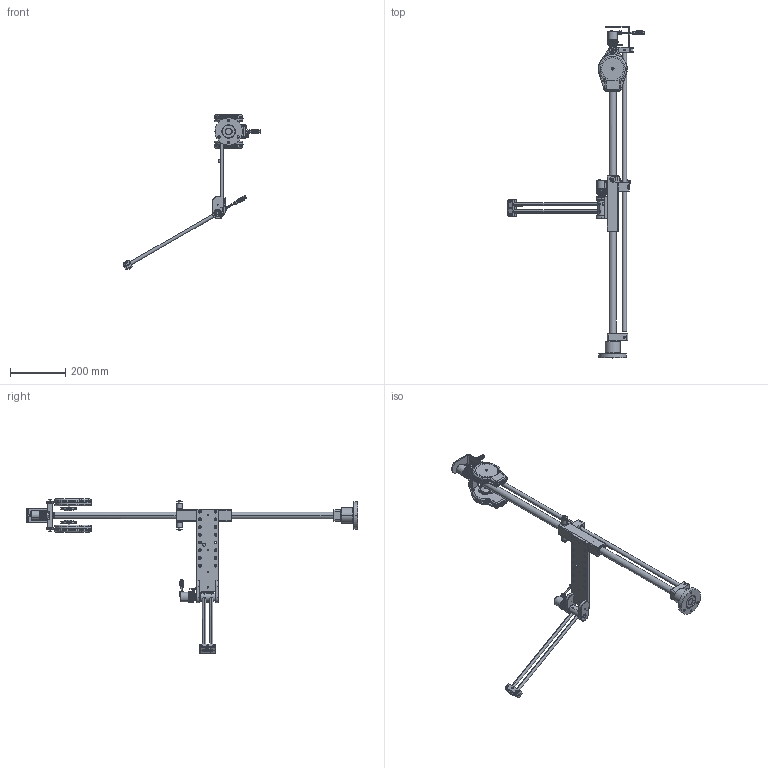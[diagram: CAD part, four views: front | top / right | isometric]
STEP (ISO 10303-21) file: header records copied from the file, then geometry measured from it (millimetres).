
FILE_DESCRIPTION((''),'2;1');
FILE_NAME('4390209007_SW0001','2022-02-25T10:08:12',('INEdipo'),(''),'CREO PARAMETRIC BY PTC INC, 2020281','CREO PARAMETRIC BY PTC INC, 2020281','');
FILE_SCHEMA(('CONFIG_CONTROL_DESIGN'));
Products named in the file (1): 4390209007_SW0001
Bounding box: 500.05 x 1204 x 562.13 mm (x, y, z)
Volume: 2052532.7 mm3; surface area: 535204.9 mm2
Topology: 1 solids, 3 shells, 3097 faces, 7835 edges, 4856 vertices
Faces by surface type: plane 1129, cylinder 1106, torus 356, cone 282, bspline 96, extrusion 80, sphere 48
Entity records: 140744 total; most frequent: CARTESIAN_POINT 65587, DIRECTION 16097, ORIENTED_EDGE 15462, EDGE_CURVE 7731, AXIS2_PLACEMENT_3D 6185, VERTEX_POINT 4856, VECTOR 3727, LINE 3647
